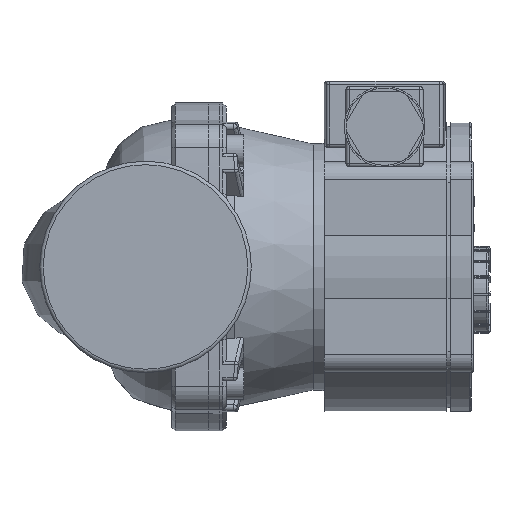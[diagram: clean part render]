
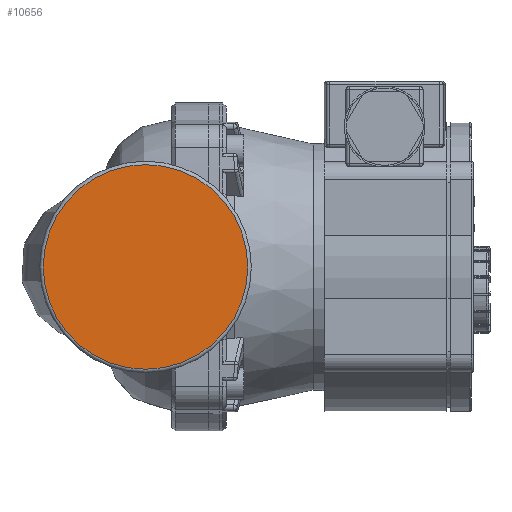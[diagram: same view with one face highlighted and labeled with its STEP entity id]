
A CAD part, left-side view. The second image highlights one B-rep face of the part: STEP entity #10656.
In plain terms, the highlighted planar face has unit normal (-1, 0, 0).
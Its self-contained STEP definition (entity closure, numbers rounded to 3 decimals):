
#1915=PLANE('',#11365);
#2350=FACE_OUTER_BOUND('',#2994,.T.);
#2994=EDGE_LOOP('',(#7340));
#3672=CIRCLE('',#11364,29.15);
#4426=VERTEX_POINT('',#21439);
#5555=EDGE_CURVE('',#4426,#4426,#3672,.T.);
#7340=ORIENTED_EDGE('',*,*,#5555,.F.);
#10656=ADVANCED_FACE('',(#2350),#1915,.F.);
#11364=AXIS2_PLACEMENT_3D('',#21440,#12680,#12681);
#11365=AXIS2_PLACEMENT_3D('',#21441,#12682,#12683);
#12680=DIRECTION('center_axis',(1.,0.,0.));
#12681=DIRECTION('ref_axis',(0.,0.,
1.));
#12682=DIRECTION('center_axis',(1.,0.,0.));
#12683=DIRECTION('ref_axis',(0.,-1.,0.));
#21439=CARTESIAN_POINT('',(0.,0.,-29.15));
#21440=CARTESIAN_POINT('Origin',(0.,0.,0.));
#21441=CARTESIAN_POINT('Origin',(0.,0.,0.));
